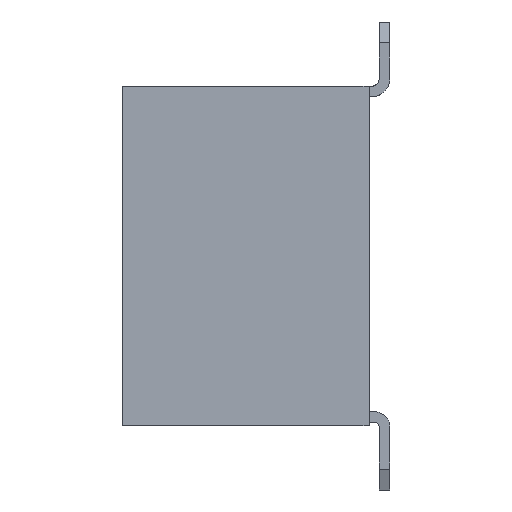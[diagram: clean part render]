
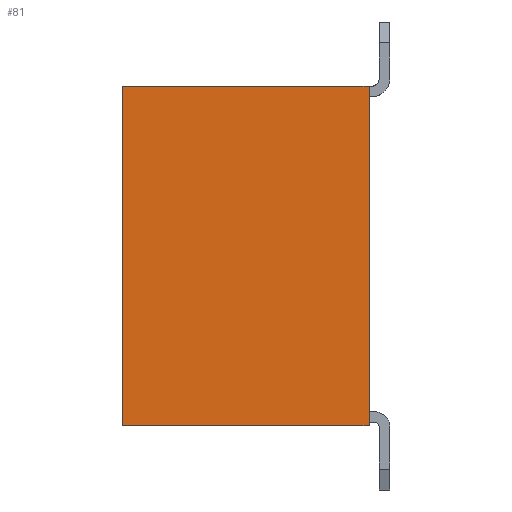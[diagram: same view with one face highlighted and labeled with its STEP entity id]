
A CAD part, left-side view. The second image highlights one B-rep face of the part: STEP entity #81.
In plain terms, the highlighted planar face has unit normal (-1, 0, 0).
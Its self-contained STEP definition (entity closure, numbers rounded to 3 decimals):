
#30=CARTESIAN_POINT('',(25.4,2.95,-4.05));
#31=DIRECTION('',(0.,0.,1.));
#32=DIRECTION('',(-1.,0.,0.));
#33=AXIS2_PLACEMENT_3D('',#30,#32,#31);
#34=PLANE('',#33);
#35=CARTESIAN_POINT('',(25.4,5.9,0.));
#36=VERTEX_POINT('',#35);
#37=CARTESIAN_POINT('',(25.4,0.,0.));
#38=VERTEX_POINT('',#37);
#39=CARTESIAN_POINT('',(25.4,5.9,0.));
#40=CARTESIAN_POINT('',(25.4,4.72,0.));
#41=CARTESIAN_POINT('',(25.4,3.54,0.));
#42=CARTESIAN_POINT('',(25.4,2.36,0.));
#43=CARTESIAN_POINT('',(25.4,1.18,0.));
#44=CARTESIAN_POINT('',(25.4,0.,0.));
#45=B_SPLINE_CURVE_WITH_KNOTS('',5,(#39,#40,#41,#42,#43,#44),.UNSPECIFIED.,.F.,.U.,(6,6),(0.,5.9),.UNSPECIFIED.);
#46=EDGE_CURVE('',#36,#38,#45,.T.);
#47=ORIENTED_EDGE('',*,*,#46,.F.);
#48=CARTESIAN_POINT('',(25.4,5.9,-8.1));
#49=VERTEX_POINT('',#48);
#50=CARTESIAN_POINT('',(25.4,5.9,0.));
#51=CARTESIAN_POINT('',(25.4,5.9,-1.62));
#52=CARTESIAN_POINT('',(25.4,5.9,-3.24));
#53=CARTESIAN_POINT('',(25.4,5.9,-4.86));
#54=CARTESIAN_POINT('',(25.4,5.9,-6.48));
#55=CARTESIAN_POINT('',(25.4,5.9,-8.1));
#56=B_SPLINE_CURVE_WITH_KNOTS('',5,(#50,#51,#52,#53,#54,#55),.UNSPECIFIED.,.F.,.U.,(6,6),(0.,8.1),.UNSPECIFIED.);
#57=EDGE_CURVE('',#36,#49,#56,.T.);
#58=ORIENTED_EDGE('',*,*,#57,.T.);
#59=CARTESIAN_POINT('',(25.4,0.,-8.1));
#60=VERTEX_POINT('',#59);
#61=CARTESIAN_POINT('',(25.4,0.,-8.1));
#62=CARTESIAN_POINT('',(25.4,1.18,-8.1));
#63=CARTESIAN_POINT('',(25.4,2.36,-8.1));
#64=CARTESIAN_POINT('',(25.4,3.54,-8.1));
#65=CARTESIAN_POINT('',(25.4,4.72,-8.1));
#66=CARTESIAN_POINT('',(25.4,5.9,-8.1));
#67=B_SPLINE_CURVE_WITH_KNOTS('',5,(#61,#62,#63,#64,#65,#66),.UNSPECIFIED.,.F.,.U.,(6,6),(0.,5.9),.UNSPECIFIED.);
#68=EDGE_CURVE('',#60,#49,#67,.T.);
#69=ORIENTED_EDGE('',*,*,#68,.F.);
#70=CARTESIAN_POINT('',(25.4,0.,0.));
#71=CARTESIAN_POINT('',(25.4,0.,-1.62));
#72=CARTESIAN_POINT('',(25.4,0.,-3.24));
#73=CARTESIAN_POINT('',(25.4,0.,-4.86));
#74=CARTESIAN_POINT('',(25.4,0.,-6.48));
#75=CARTESIAN_POINT('',(25.4,0.,-8.1));
#76=B_SPLINE_CURVE_WITH_KNOTS('',5,(#70,#71,#72,#73,#74,#75),.UNSPECIFIED.,.F.,.U.,(6,6),(0.,8.1),.UNSPECIFIED.);
#77=EDGE_CURVE('',#38,#60,#76,.T.);
#78=ORIENTED_EDGE('',*,*,#77,.F.);
#79=EDGE_LOOP('',(#47,#58,#69,#78));
#80=FACE_OUTER_BOUND('',#79,.T.);
#81=ADVANCED_FACE('',(#80),#34,.T.);
